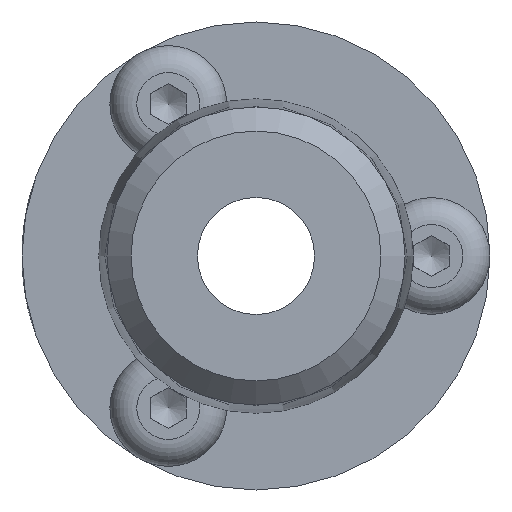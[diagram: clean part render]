
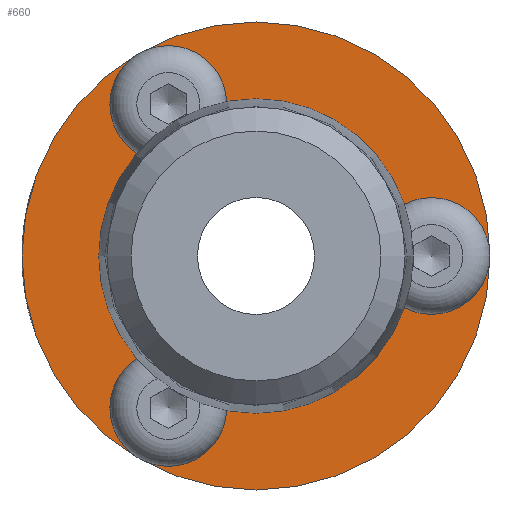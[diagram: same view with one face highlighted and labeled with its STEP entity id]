
A CAD part, left-side view. The second image highlights one B-rep face of the part: STEP entity #660.
In plain terms, the highlighted planar face has unit normal (-1, 0, 0).
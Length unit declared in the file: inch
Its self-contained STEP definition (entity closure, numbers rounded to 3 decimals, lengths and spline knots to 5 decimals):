
#84=PLANE('',#823);
#128=FACE_BOUND('',#278,.T.);
#129=FACE_BOUND('',#279,.T.);
#130=FACE_BOUND('',#280,.T.);
#131=FACE_BOUND('',#281,.T.);
#195=FACE_OUTER_BOUND('',#277,.T.);
#277=EDGE_LOOP('',(#549));
#278=EDGE_LOOP('',(#550));
#279=EDGE_LOOP('',(#551));
#280=EDGE_LOOP('',(#552));
#281=EDGE_LOOP('',(#553));
#337=CIRCLE('',#798,0.09375);
#339=CIRCLE('',#801,0.09375);
#341=CIRCLE('',#804,0.09375);
#351=CIRCLE('',#822,0.3435);
#352=CIRCLE('',#824,0.625);
#384=VERTEX_POINT('',#1184);
#386=VERTEX_POINT('',#1189);
#388=VERTEX_POINT('',#1194);
#398=VERTEX_POINT('',#1222);
#399=VERTEX_POINT('',#1225);
#443=EDGE_CURVE('',#384,#384,#337,.T.);
#445=EDGE_CURVE('',#386,#386,#339,.T.);
#447=EDGE_CURVE('',#388,#388,#341,.T.);
#457=EDGE_CURVE('',#398,#398,#351,.T.);
#458=EDGE_CURVE('',#399,#399,#352,.T.);
#549=ORIENTED_EDGE('',*,*,#458,.F.);
#550=ORIENTED_EDGE('',*,*,#443,.T.);
#551=ORIENTED_EDGE('',*,*,#445,.T.);
#552=ORIENTED_EDGE('',*,*,#447,.T.);
#553=ORIENTED_EDGE('',*,*,#457,.T.);
#660=ADVANCED_FACE('',(#195,#128,#129,#130,#131),#84,.T.);
#798=AXIS2_PLACEMENT_3D('',#1185,#946,#947);
#801=AXIS2_PLACEMENT_3D('',#1190,#952,#953);
#804=AXIS2_PLACEMENT_3D('',#1195,#958,#959);
#822=AXIS2_PLACEMENT_3D('',#1223,#994,#995);
#823=AXIS2_PLACEMENT_3D('',#1224,#996,#997);
#824=AXIS2_PLACEMENT_3D('',#1226,#998,#999);
#946=DIRECTION('center_axis',(1.,0.,0.));
#947=DIRECTION('ref_axis',(0.,-0.866,0.5));
#952=DIRECTION('center_axis',(1.,0.,0.));
#953=DIRECTION('ref_axis',(0.,0.866,0.5));
#958=DIRECTION('center_axis',(1.,0.,0.));
#959=DIRECTION('ref_axis',(0.,0.,-1.));
#994=DIRECTION('center_axis',(1.,0.,0.));
#995=DIRECTION('ref_axis',(0.,1.,0.));
#996=DIRECTION('center_axis',(-1.,0.,0.));
#997=DIRECTION('ref_axis',(0.,0.,1.));
#998=DIRECTION('center_axis',(1.,0.,0.));
#999=DIRECTION('ref_axis',(0.,1.,0.));
#1184=CARTESIAN_POINT('',(-0.09257,0.47643,-0.45282));
#1185=CARTESIAN_POINT('Origin',(-0.09257,0.39524,-0.40595));
#1189=CARTESIAN_POINT('',(-0.09257,-0.38907,-0.04687));
#1190=CARTESIAN_POINT('Origin',(-0.09257,-0.30788,
0.));
#1194=CARTESIAN_POINT('',(-0.09257,0.39524,0.4997));
#1195=CARTESIAN_POINT('Origin',(-0.09257,0.39524,0.40595));
#1222=CARTESIAN_POINT('',(-0.09257,0.50437,0.));
#1223=CARTESIAN_POINT('Origin',(-0.09257,0.16087,0.));
#1224=CARTESIAN_POINT('Origin',(-0.09257,0.64512,0.));
#1225=CARTESIAN_POINT('',(-0.09257,0.78587,0.));
#1226=CARTESIAN_POINT('Origin',(-0.09257,0.16087,0.));
